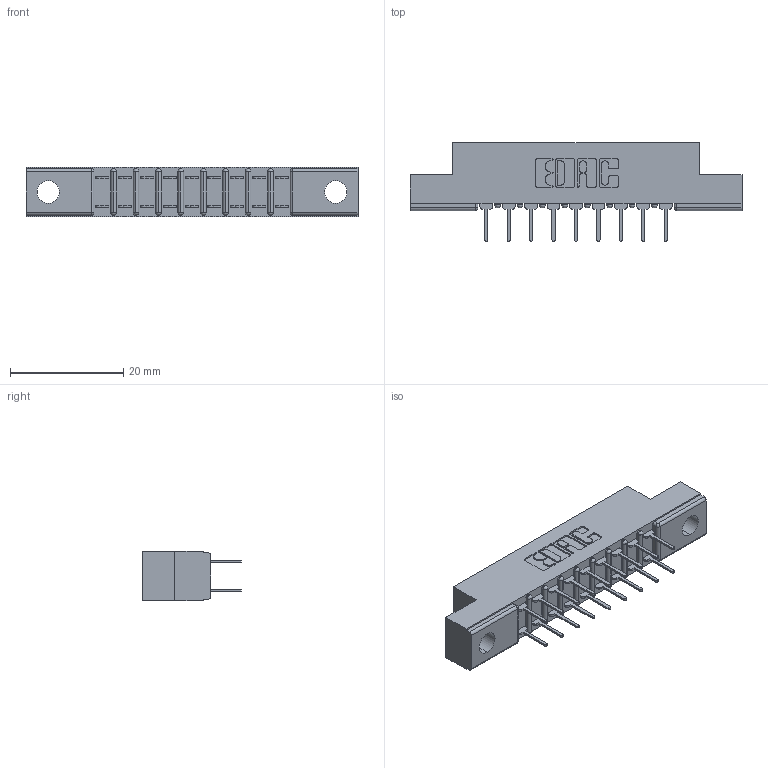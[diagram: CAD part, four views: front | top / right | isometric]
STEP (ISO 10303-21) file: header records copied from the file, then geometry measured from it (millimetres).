
FILE_DESCRIPTION (( 'STEP AP203' ), '1' );
FILE_NAME ('357-018-424-202.STEP', '2020-10-02T20:20:56', ( '' ), ( '' ), 'SwSTEP 2.0', 'SolidWorks 2020', '' );
FILE_SCHEMA (( 'CONFIG_CONTROL_DESIGN' ));
Length unit declared in the file: inch
Products named in the file (3): 307-290-001_524; 307 Part_.128 Dia Mounting Holes; 357-018-424-202
Assembly tree (19 placements, depth 2):
  357-018-424-202
    307 Part_.128 Dia Mounting Holes
    307-290-001_524  x18
Bounding box: 58.67 x 17.42 x 8.71 mm (x, y, z)
Volume: 3745.7 mm3; surface area: 5754 mm2
Topology: 19 solids, 19 shells, 956 faces, 2663 edges, 1722 vertices
Faces by surface type: plane 628, cylinder 308, sphere 20
Entity records: 12042 total; most frequent: CARTESIAN_POINT 1977, ORIENTED_EDGE 1954, DIRECTION 1951, EDGE_CURVE 977, VECTOR 735, LINE 735, VERTEX_POINT 634, AXIS2_PLACEMENT_3D 608
